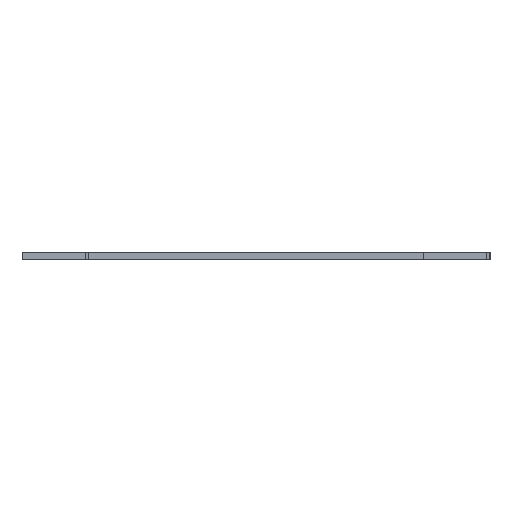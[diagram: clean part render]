
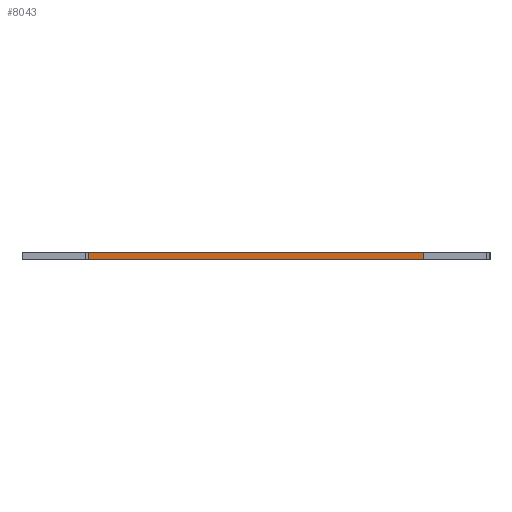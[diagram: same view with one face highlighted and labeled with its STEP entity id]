
A CAD part, left-side view. The second image highlights one B-rep face of the part: STEP entity #8043.
In plain terms, the highlighted planar face has unit normal (-1, 0, 0).
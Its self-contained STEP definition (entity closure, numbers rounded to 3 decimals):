
#84 = PLANE('',#85);
#85 = AXIS2_PLACEMENT_3D('',#86,#87,#88);
#86 = CARTESIAN_POINT('',(111.025,-85.493,1.6));
#87 = DIRECTION('',(0.,0.,1.));
#88 = DIRECTION('',(1.,0.,-0.));
#139 = PLANE('',#140);
#140 = AXIS2_PLACEMENT_3D('',#141,#142,#143);
#141 = CARTESIAN_POINT('',(111.025,-85.493,0.));
#142 = DIRECTION('',(0.,0.,1.));
#143 = DIRECTION('',(1.,0.,-0.));
#726 = VERTEX_POINT('',#727);
#727 = CARTESIAN_POINT('',(76.1,-48.975,0.));
#741 = PLANE('',#742);
#742 = AXIS2_PLACEMENT_3D('',#743,#744,#745);
#743 = CARTESIAN_POINT('',(62.25,-48.975,0.));
#744 = DIRECTION('',(0.,1.,0.));
#745 = DIRECTION('',(1.,0.,0.));
#753 = EDGE_CURVE('',#726,#754,#756,.T.);
#754 = VERTEX_POINT('',#755);
#755 = CARTESIAN_POINT('',(76.1,-117.35,0.));
#756 = SURFACE_CURVE('',#757,(#761,#768),.PCURVE_S1.);
#757 = LINE('',#758,#759);
#758 = CARTESIAN_POINT('',(76.1,-48.975,0.));
#759 = VECTOR('',#760,1.);
#760 = DIRECTION('',(0.,-1.,0.));
#761 = PCURVE('',#139,#762);
#762 = DEFINITIONAL_REPRESENTATION('',(#763),#767);
#763 = LINE('',#764,#765);
#764 = CARTESIAN_POINT('',(-34.925,36.518));
#765 = VECTOR('',#766,1.);
#766 = DIRECTION('',(0.,-1.));
#767 = ( GEOMETRIC_REPRESENTATION_CONTEXT(2) 
PARAMETRIC_REPRESENTATION_CONTEXT() REPRESENTATION_CONTEXT('2D SPACE',''
  ) );
#768 = PCURVE('',#769,#774);
#769 = PLANE('',#770);
#770 = AXIS2_PLACEMENT_3D('',#771,#772,#773);
#771 = CARTESIAN_POINT('',(76.1,-48.975,0.));
#772 = DIRECTION('',(1.,0.,-0.));
#773 = DIRECTION('',(0.,-1.,0.));
#774 = DEFINITIONAL_REPRESENTATION('',(#775),#779);
#775 = LINE('',#776,#777);
#776 = CARTESIAN_POINT('',(0.,0.));
#777 = VECTOR('',#778,1.);
#778 = DIRECTION('',(1.,0.));
#779 = ( GEOMETRIC_REPRESENTATION_CONTEXT(2) 
PARAMETRIC_REPRESENTATION_CONTEXT() REPRESENTATION_CONTEXT('2D SPACE',''
  ) );
#797 = PLANE('',#798);
#798 = AXIS2_PLACEMENT_3D('',#799,#800,#801);
#799 = CARTESIAN_POINT('',(76.1,-117.35,0.));
#800 = DIRECTION('',(-0.001,-1.,0.));
#801 = DIRECTION('',(-1.,0.001,0.));
#4433 = VERTEX_POINT('',#4434);
#4434 = CARTESIAN_POINT('',(76.1,-48.975,1.6));
#4455 = EDGE_CURVE('',#4433,#4456,#4458,.T.);
#4456 = VERTEX_POINT('',#4457);
#4457 = CARTESIAN_POINT('',(76.1,-117.35,1.6));
#4458 = SURFACE_CURVE('',#4459,(#4463,#4470),.PCURVE_S1.);
#4459 = LINE('',#4460,#4461);
#4460 = CARTESIAN_POINT('',(76.1,-48.975,1.6));
#4461 = VECTOR('',#4462,1.);
#4462 = DIRECTION('',(0.,-1.,0.));
#4463 = PCURVE('',#84,#4464);
#4464 = DEFINITIONAL_REPRESENTATION('',(#4465),#4469);
#4465 = LINE('',#4466,#4467);
#4466 = CARTESIAN_POINT('',(-34.925,36.518));
#4467 = VECTOR('',#4468,1.);
#4468 = DIRECTION('',(0.,-1.));
#4469 = ( GEOMETRIC_REPRESENTATION_CONTEXT(2) 
PARAMETRIC_REPRESENTATION_CONTEXT() REPRESENTATION_CONTEXT('2D SPACE',''
  ) );
#4470 = PCURVE('',#769,#4471);
#4471 = DEFINITIONAL_REPRESENTATION('',(#4472),#4476);
#4472 = LINE('',#4473,#4474);
#4473 = CARTESIAN_POINT('',(0.,-1.6));
#4474 = VECTOR('',#4475,1.);
#4475 = DIRECTION('',(1.,0.));
#4476 = ( GEOMETRIC_REPRESENTATION_CONTEXT(2) 
PARAMETRIC_REPRESENTATION_CONTEXT() REPRESENTATION_CONTEXT('2D SPACE',''
  ) );
#7993 = EDGE_CURVE('',#754,#4456,#7994,.T.);
#7994 = SURFACE_CURVE('',#7995,(#7999,#8006),.PCURVE_S1.);
#7995 = LINE('',#7996,#7997);
#7996 = CARTESIAN_POINT('',(76.1,-117.35,0.));
#7997 = VECTOR('',#7998,1.);
#7998 = DIRECTION('',(0.,0.,1.));
#7999 = PCURVE('',#797,#8000);
#8000 = DEFINITIONAL_REPRESENTATION('',(#8001),#8005);
#8001 = LINE('',#8002,#8003);
#8002 = CARTESIAN_POINT('',(0.,0.));
#8003 = VECTOR('',#8004,1.);
#8004 = DIRECTION('',(0.,-1.));
#8005 = ( GEOMETRIC_REPRESENTATION_CONTEXT(2) 
PARAMETRIC_REPRESENTATION_CONTEXT() REPRESENTATION_CONTEXT('2D SPACE',''
  ) );
#8006 = PCURVE('',#769,#8007);
#8007 = DEFINITIONAL_REPRESENTATION('',(#8008),#8012);
#8008 = LINE('',#8009,#8010);
#8009 = CARTESIAN_POINT('',(68.375,0.));
#8010 = VECTOR('',#8011,1.);
#8011 = DIRECTION('',(0.,-1.));
#8012 = ( GEOMETRIC_REPRESENTATION_CONTEXT(2) 
PARAMETRIC_REPRESENTATION_CONTEXT() REPRESENTATION_CONTEXT('2D SPACE',''
  ) );
#8043 = ADVANCED_FACE('',(#8044),#769,.F.);
#8044 = FACE_BOUND('',#8045,.F.);
#8045 = EDGE_LOOP('',(#8046,#8067,#8068,#8069));
#8046 = ORIENTED_EDGE('',*,*,#8047,.T.);
#8047 = EDGE_CURVE('',#726,#4433,#8048,.T.);
#8048 = SURFACE_CURVE('',#8049,(#8053,#8060),.PCURVE_S1.);
#8049 = LINE('',#8050,#8051);
#8050 = CARTESIAN_POINT('',(76.1,-48.975,0.));
#8051 = VECTOR('',#8052,1.);
#8052 = DIRECTION('',(0.,0.,1.));
#8053 = PCURVE('',#769,#8054);
#8054 = DEFINITIONAL_REPRESENTATION('',(#8055),#8059);
#8055 = LINE('',#8056,#8057);
#8056 = CARTESIAN_POINT('',(0.,0.));
#8057 = VECTOR('',#8058,1.);
#8058 = DIRECTION('',(0.,-1.));
#8059 = ( GEOMETRIC_REPRESENTATION_CONTEXT(2) 
PARAMETRIC_REPRESENTATION_CONTEXT() REPRESENTATION_CONTEXT('2D SPACE',''
  ) );
#8060 = PCURVE('',#741,#8061);
#8061 = DEFINITIONAL_REPRESENTATION('',(#8062),#8066);
#8062 = LINE('',#8063,#8064);
#8063 = CARTESIAN_POINT('',(13.85,0.));
#8064 = VECTOR('',#8065,1.);
#8065 = DIRECTION('',(0.,-1.));
#8066 = ( GEOMETRIC_REPRESENTATION_CONTEXT(2) 
PARAMETRIC_REPRESENTATION_CONTEXT() REPRESENTATION_CONTEXT('2D SPACE',''
  ) );
#8067 = ORIENTED_EDGE('',*,*,#4455,.T.);
#8068 = ORIENTED_EDGE('',*,*,#7993,.F.);
#8069 = ORIENTED_EDGE('',*,*,#753,.F.);
